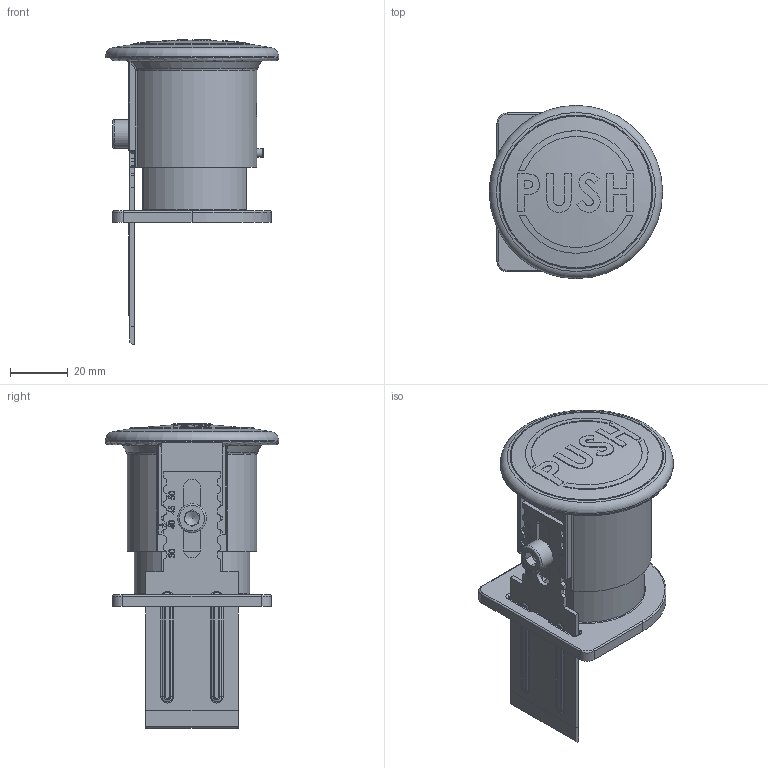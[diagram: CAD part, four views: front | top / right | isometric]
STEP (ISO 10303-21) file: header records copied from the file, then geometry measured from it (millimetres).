
FILE_DESCRIPTION(/* description */ (''),/* implementation_level */ '2;1');
FILE_NAME(/* name */ '13478_KriTec_Not-Auf-Taste_zum_Fallenverschluss_fuer_Profil_einfach.stp',/* time_stamp */ '2014-12-17T14:55:05+01:00',/* author */ ('kostic'),/* organization */ (''),/* preprocessor_version */ 'ST-DEVELOPER v15.2',/* originating_system */ 'Autodesk Inventor 2014',/* authorisation */ '');
FILE_SCHEMA (('AUTOMOTIVE_DESIGN { 1 0 10303 214 3 1 1 }'));
Length unit declared in the file: millimetre
Products named in the file (10): 095 7409r05; 095 7409r04; 095 7409r03; 096p0201304m6; 095 7409r06; 095 7409r01_095 7409r01; 095 7409r02; 4DIN912M0610M_DIN 912 M6 x 20 --- 25N; 095 7409r01_095 7409r09; 13478_KriTec_Not-Auf-Taste_zum_Fallenverschluss_fuer_Profil_einfach
Bounding box: 60 x 60 x 105.62 mm (x, y, z)
Volume: 44870.3 mm3; surface area: 40697.3 mm2
Topology: 9 solids, 9 shells, 748 faces, 1892 edges, 1204 vertices
Faces by surface type: plane 350, cylinder 158, bspline 138, torus 67, sphere 18, cone 17
Full cylindrical faces by diameter (mm): 2.7 x2, 3 x2, 5 x1, 5.7 x1, 6 x1, 6.5 x1, 7 x2, 8 x2, 10 x1, 48.7 x1, 52.7 x1, 53 x1, 60 x1
Entity records: 33447 total; most frequent: CARTESIAN_POINT 15928, ORIENTED_EDGE 3672, DIRECTION 3366, EDGE_CURVE 1836, VERTEX_POINT 1196, AXIS2_PLACEMENT_3D 1176, LINE 1014, VECTOR 1014
